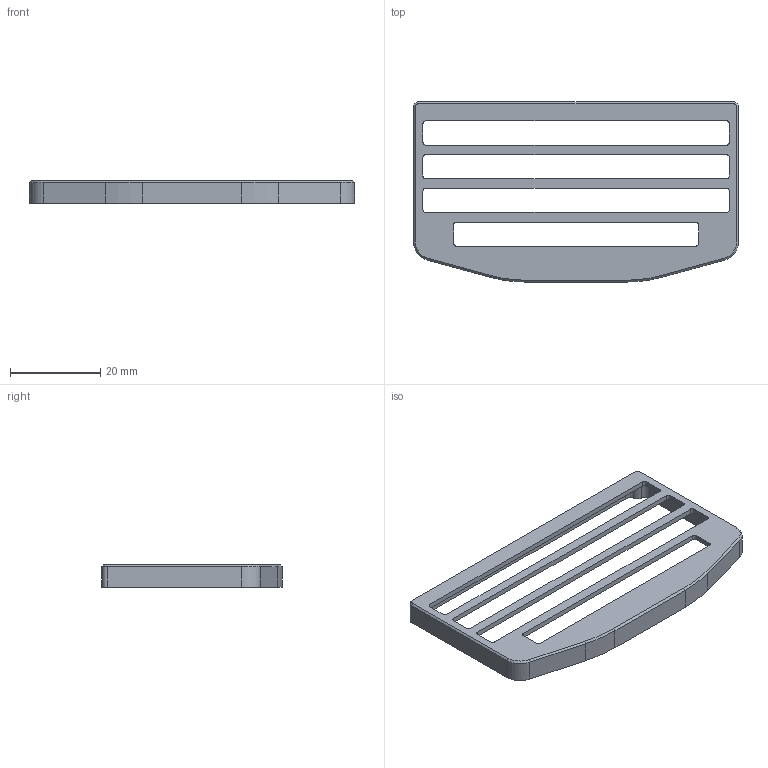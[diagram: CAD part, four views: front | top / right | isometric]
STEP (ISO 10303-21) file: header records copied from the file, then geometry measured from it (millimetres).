
FILE_DESCRIPTION (( 'STEP AP214' ), '1' );
FILE_NAME ('9981_air_top_case.STEP', '2025-11-24T01:14:36', ( '' ), ( '' ), 'SwSTEP 2.0', 'SolidWorks 2021', '' );
FILE_SCHEMA (( 'AUTOMOTIVE_DESIGN' ));
Length unit declared in the file: millimetre
Products named in the file (1): 9981_air_top_case
Bounding box: 71.85 x 39.84 x 5 mm (x, y, z)
Volume: 2685 mm3; surface area: 5223.9 mm2
Topology: 1 solids, 1 shells, 95 faces, 252 edges, 164 vertices
Faces by surface type: plane 45, cylinder 44, cone 6
Entity records: 3014 total; most frequent: DIRECTION 538, CARTESIAN_POINT 512, ORIENTED_EDGE 504, EDGE_CURVE 252, AXIS2_PLACEMENT_3D 190, VERTEX_POINT 164, LINE 158, VECTOR 158
